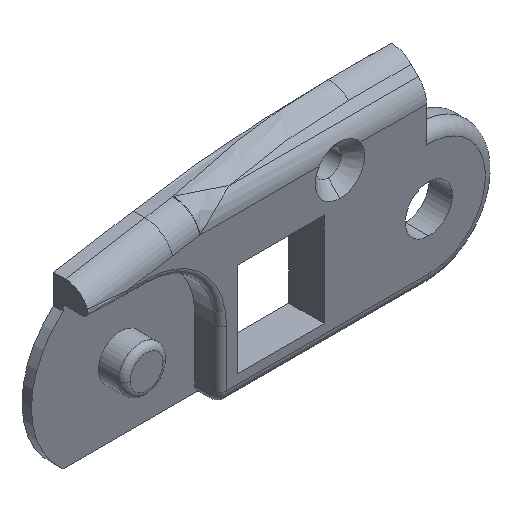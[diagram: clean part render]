
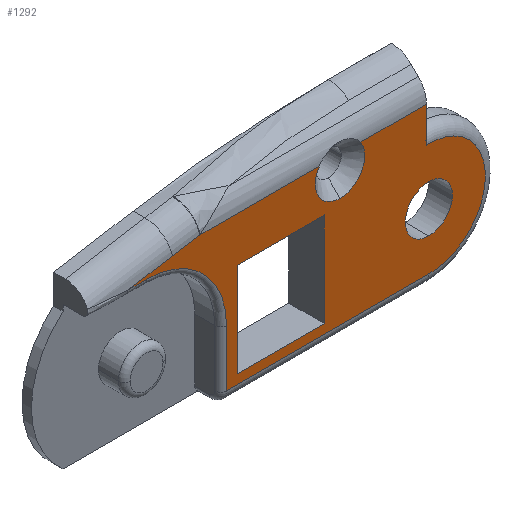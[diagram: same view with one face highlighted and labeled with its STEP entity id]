
A CAD part, isometric view. The second image highlights one B-rep face of the part: STEP entity #1292.
In plain terms, the highlighted planar face has unit normal (0, -1, 0).
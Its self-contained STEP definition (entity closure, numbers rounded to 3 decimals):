
#166=CARTESIAN_POINT('',(9.1,-3.,0.));
#167=DIRECTION('',(0.,-1.,0.));
#168=DIRECTION('',(0.,0.,1.));
#169=AXIS2_PLACEMENT_3D('',#166,#167,#168);
#171=CARTESIAN_POINT('',(9.1,-3.,0.));
#172=DIRECTION('',(0.,-1.,0.));
#173=DIRECTION('',(0.,0.,-1.));
#174=AXIS2_PLACEMENT_3D('',#171,#172,#173);
#176=DIRECTION('',(-1.,0.,0.));
#177=VECTOR('',#176,7.4);
#178=CARTESIAN_POINT('',(0.2,-3.,4.));
#179=LINE('',#178,#177);
#180=DIRECTION('',(0.,0.,-1.));
#181=VECTOR('',#180,8.);
#182=CARTESIAN_POINT('',(-7.2,-3.,4.));
#183=LINE('',#182,#181);
#184=DIRECTION('',(1.,0.,0.));
#185=VECTOR('',#184,7.4);
#186=CARTESIAN_POINT('',(-7.2,-3.,-4.));
#187=LINE('',#186,#185);
#188=DIRECTION('',(0.,0.,1.));
#189=VECTOR('',#188,8.);
#190=CARTESIAN_POINT('',(0.2,-3.,-4.));
#191=LINE('',#190,#189);
#202=DIRECTION('',(-1.,0.,0.));
#203=VECTOR('',#202,1.606);
#204=CARTESIAN_POINT('',(-14.9,-3.,6.8));
#205=LINE('',#204,#203);
#206=DIRECTION('',(-0.986,0.,-0.166));
#207=VECTOR('',#206,3.845);
#208=CARTESIAN_POINT('',(-12.715,-3.,7.439));
#209=LINE('',#208,#207);
#210=CARTESIAN_POINT('',(3.563,-3.,-89.2));
#211=DIRECTION('',(0.,-1.,0.));
#212=DIRECTION('',(-0.142,0.,0.99));
#213=AXIS2_PLACEMENT_3D('',#210,#211,#212);
#215=CARTESIAN_POINT('',(-10.389,-3.,7.802));
#216=CARTESIAN_POINT('',(-10.384,-3.,7.802));
#217=CARTESIAN_POINT('',(-10.375,-3.,7.804));
#218=CARTESIAN_POINT('',(-10.365,-3.,7.805));
#219=CARTESIAN_POINT('',(-10.36,-3.,7.806));
#221=DIRECTION('',(1.,0.,0.));
#222=VECTOR('',#221,10.157);
#223=CARTESIAN_POINT('',(-10.36,-3.,7.806));
#224=LINE('',#223,#222);
#225=CARTESIAN_POINT('',(1.55,-3.,6.65));
#226=DIRECTION('',(0.,1.,0.));
#227=DIRECTION('',(0.,0.,-1.));
#228=AXIS2_PLACEMENT_3D('',#225,#226,#227);
#230=CARTESIAN_POINT('',(1.55,-3.,6.65));
#231=DIRECTION('',(0.,1.,0.));
#232=DIRECTION('',(0.835,0.,0.55));
#233=AXIS2_PLACEMENT_3D('',#230,#231,#232);
#235=DIRECTION('',(1.,0.,0.));
#236=VECTOR('',#235,5.597);
#237=CARTESIAN_POINT('',(3.303,-3.,7.806));
#238=LINE('',#237,#236);
#239=CARTESIAN_POINT('',(9.1,-3.,0.));
#240=DIRECTION('',(0.,-1.,0.));
#241=DIRECTION('',(0.,0.,-1.));
#242=AXIS2_PLACEMENT_3D('',#239,#240,#241);
#244=DIRECTION('',(1.,0.,0.));
#245=VECTOR('',#244,17.2);
#246=CARTESIAN_POINT('',(-8.1,-3.,-4.8));
#247=LINE('',#246,#245);
#248=DIRECTION('',(0.,0.,1.));
#249=VECTOR('',#248,4.8);
#250=CARTESIAN_POINT('',(-8.1,-3.,-4.8));
#251=LINE('',#250,#249);
#252=CARTESIAN_POINT('',(-14.9,-3.,0.));
#253=DIRECTION('',(0.,-1.,0.));
#254=DIRECTION('',(1.,0.,0.));
#255=AXIS2_PLACEMENT_3D('',#252,#253,#254);
#455=CARTESIAN_POINT('',(-16.506,-3.,6.8));
#550=DIRECTION('',(0.,0.,1.));
#551=VECTOR('',#550,3.01);
#552=CARTESIAN_POINT('',(8.9,-3.,4.796));
#553=LINE('',#552,#551);
#700=CARTESIAN_POINT('',(-0.203,-3.,7.806));
#801=CARTESIAN_POINT('',(9.1,-3.,2.));
#802=CARTESIAN_POINT('',(9.1,-3.,-2.));
#803=VERTEX_POINT('',#801);
#804=VERTEX_POINT('',#802);
#805=CARTESIAN_POINT('',(0.2,-3.,4.));
#806=CARTESIAN_POINT('',(-7.2,-3.,4.));
#807=VERTEX_POINT('',#805);
#808=VERTEX_POINT('',#806);
#809=CARTESIAN_POINT('',(-7.2,-3.,-4.));
#810=VERTEX_POINT('',#809);
#811=CARTESIAN_POINT('',(0.2,-3.,-4.));
#812=VERTEX_POINT('',#811);
#915=CARTESIAN_POINT('',(1.55,-3.,4.55));
#916=VERTEX_POINT('',#915);
#925=CARTESIAN_POINT('',(-12.715,-3.,7.439));
#926=VERTEX_POINT('',#925);
#928=CARTESIAN_POINT('',(8.9,-3.,7.806));
#930=VERTEX_POINT('',#928);
#931=CARTESIAN_POINT('',(3.303,-3.,7.806));
#932=VERTEX_POINT('',#931);
#934=VERTEX_POINT('',#700);
#935=CARTESIAN_POINT('',(-10.36,-3.,7.806));
#936=VERTEX_POINT('',#935);
#947=VERTEX_POINT('',#215);
#954=CARTESIAN_POINT('',(9.1,-3.,-4.8));
#955=CARTESIAN_POINT('',(8.9,-3.,4.796));
#956=VERTEX_POINT('',#954);
#957=VERTEX_POINT('',#955);
#968=VERTEX_POINT('',#455);
#972=CARTESIAN_POINT('',(-14.9,-3.,6.8));
#973=VERTEX_POINT('',#972);
#976=CARTESIAN_POINT('',(-8.1,-3.,0.));
#977=VERTEX_POINT('',#976);
#980=CARTESIAN_POINT('',(-8.1,-3.,-4.8));
#981=VERTEX_POINT('',#980);
#1248=CARTESIAN_POINT('',(-9.3,-3.,0.));
#1249=DIRECTION('',(0.,-1.,0.));
#1250=DIRECTION('',(0.,0.,-1.));
#1251=AXIS2_PLACEMENT_3D('',#1248,#1249,#1250);
#1252=PLANE('',#1251);
#1254=ORIENTED_EDGE('',*,*,#1253,.T.);
#1256=ORIENTED_EDGE('',*,*,#1255,.F.);
#1257=ORIENTED_EDGE('',*,*,#1202,.F.);
#1258=ORIENTED_EDGE('',*,*,#1227,.T.);
#1259=ORIENTED_EDGE('',*,*,#1100,.T.);
#1261=ORIENTED_EDGE('',*,*,#1260,.F.);
#1262=ORIENTED_EDGE('',*,*,#1074,.F.);
#1263=ORIENTED_EDGE('',*,*,#1095,.T.);
#1265=ORIENTED_EDGE('',*,*,#1264,.F.);
#1267=ORIENTED_EDGE('',*,*,#1266,.F.);
#1269=ORIENTED_EDGE('',*,*,#1268,.F.);
#1271=ORIENTED_EDGE('',*,*,#1270,.T.);
#1273=ORIENTED_EDGE('',*,*,#1272,.T.);
#1274=EDGE_LOOP('',(#1254,#1256,#1257,#1258,#1259,#1261,#1262,#1263,#1265,#1267,
#1269,#1271,#1273));
#1275=FACE_OUTER_BOUND('',#1274,.F.);
#1277=ORIENTED_EDGE('',*,*,#1276,.T.);
#1279=ORIENTED_EDGE('',*,*,#1278,.T.);
#1280=EDGE_LOOP('',(#1277,#1279));
#1281=FACE_BOUND('',#1280,.F.);
#1283=ORIENTED_EDGE('',*,*,#1282,.T.);
#1285=ORIENTED_EDGE('',*,*,#1284,.T.);
#1287=ORIENTED_EDGE('',*,*,#1286,.T.);
#1289=ORIENTED_EDGE('',*,*,#1288,.T.);
#1290=EDGE_LOOP('',(#1283,#1285,#1287,#1289));
#1291=FACE_BOUND('',#1290,.F.);
#1292=ADVANCED_FACE('',(#1275,#1281,#1291),#1252,.T.);
#170=CIRCLE('',#169,2.);
#175=CIRCLE('',#174,2.);
#214=CIRCLE('',#213,98.);
#220=B_SPLINE_CURVE_WITH_KNOTS('',3,(#215,#216,#217,#218,#219),.UNSPECIFIED.,
.F.,.F.,(4,1,4),(0.,0.5,1.),.UNSPECIFIED.);
#229=CIRCLE('',#228,2.1);
#234=CIRCLE('',#233,2.1);
#243=CIRCLE('',#242,4.8);
#256=CIRCLE('',#255,6.8);
#1074=EDGE_CURVE('',#932,#916,#234,.T.);
#1095=EDGE_CURVE('',#932,#930,#238,.T.);
#1100=EDGE_CURVE('',#936,#934,#224,.T.);
#1202=EDGE_CURVE('',#947,#926,#214,.T.);
#1227=EDGE_CURVE('',#947,#936,#220,.T.);
#1253=EDGE_CURVE('',#973,#968,#205,.T.);
#1255=EDGE_CURVE('',#926,#968,#209,.T.);
#1260=EDGE_CURVE('',#916,#934,#229,.T.);
#1264=EDGE_CURVE('',#957,#930,#553,.T.);
#1266=EDGE_CURVE('',#956,#957,#243,.T.);
#1268=EDGE_CURVE('',#981,#956,#247,.T.);
#1270=EDGE_CURVE('',#981,#977,#251,.T.);
#1272=EDGE_CURVE('',#977,#973,#256,.T.);
#1276=EDGE_CURVE('',#803,#804,#170,.T.);
#1278=EDGE_CURVE('',#804,#803,#175,.T.);
#1282=EDGE_CURVE('',#807,#808,#179,.T.);
#1284=EDGE_CURVE('',#808,#810,#183,.T.);
#1286=EDGE_CURVE('',#810,#812,#187,.T.);
#1288=EDGE_CURVE('',#812,#807,#191,.T.);
